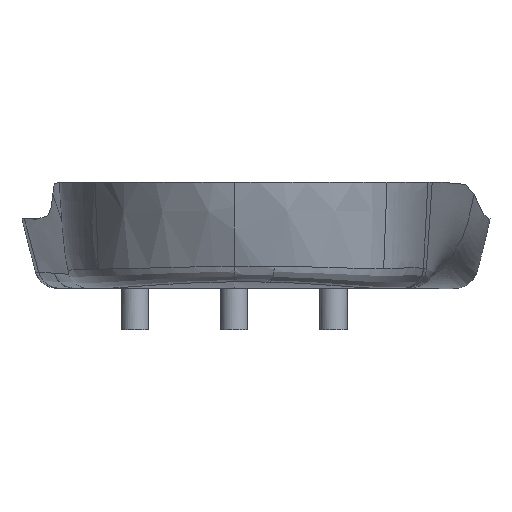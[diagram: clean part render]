
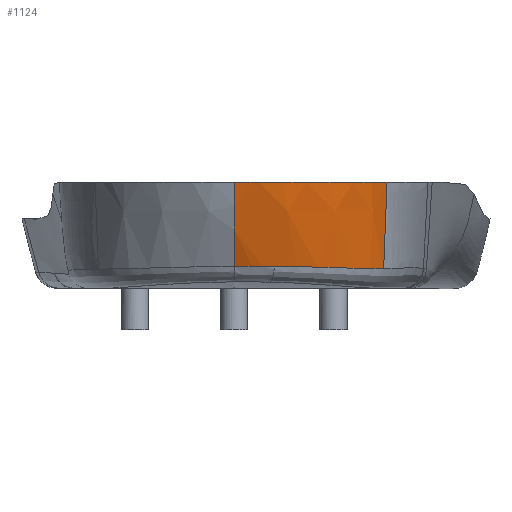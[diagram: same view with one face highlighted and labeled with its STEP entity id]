
A CAD part, front view. The second image highlights one B-rep face of the part: STEP entity #1124.
In plain terms, the highlighted free-form (B-spline) face has degree [3, 3] with [10, 6] control points.
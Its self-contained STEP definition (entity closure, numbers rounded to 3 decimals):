
#41=B_SPLINE_SURFACE_WITH_KNOTS('',3,3,((#6629,#6630,#6631,#6632,#6633,
#6634),(#6635,#6636,#6637,#6638,#6639,#6640),(#6641,#6642,#6643,#6644,#6645,
#6646),(#6647,#6648,#6649,#6650,#6651,#6652),(#6653,#6654,#6655,#6656,#6657,
#6658),(#6659,#6660,#6661,#6662,#6663,#6664),(#6665,#6666,#6667,#6668,#6669,
#6670),(#6671,#6672,#6673,#6674,#6675,#6676),(#6677,#6678,#6679,#6680,#6681,
#6682),(#6683,#6684,#6685,#6686,#6687,#6688)),.UNSPECIFIED.,.F.,.F.,.F.,
(4,1,1,1,1,1,1,4),(4,1,1,4),(40.759,46.91,53.232,
59.554,65.876,72.198,78.52,84.842),
(0.,6.954,13.908,20.862),.UNSPECIFIED.);
#136=FACE_OUTER_BOUND('',#206,.T.);
#206=EDGE_LOOP('',(#888,#889,#890,#891,#892));
#386=B_SPLINE_CURVE_WITH_KNOTS('',3,(#6619,#6620,#6621,#6622,#6623,#6624,
#6625,#6626,#6627,#6628),.UNSPECIFIED.,.F.,.F.,(4,3,3,4),(-20.651,
-13.78,-6.896,0.),.UNSPECIFIED.);
#387=B_SPLINE_CURVE_WITH_KNOTS('',3,(#6690,#6691,#6692,#6693,#6694),
 .UNSPECIFIED.,.F.,.F.,(4,1,4),(40.798,46.91,50.75),
 .UNSPECIFIED.);
#388=B_SPLINE_CURVE_WITH_KNOTS('',3,(#6696,#6697,#6698,#6699,#6700,#6701,
#6702,#6703,#6704),.UNSPECIFIED.,.F.,.F.,(4,1,1,1,1,1,4),(50.75,
53.232,59.554,65.876,72.198,78.52,
84.842),.UNSPECIFIED.);
#389=B_SPLINE_CURVE_WITH_KNOTS('',3,(#6706,#6707,#6708,#6709,#6710,#6711),
 .UNSPECIFIED.,.F.,.F.,(4,1,1,4),(0.,6.954,13.908,
20.862),.UNSPECIFIED.);
#390=B_SPLINE_CURVE_WITH_KNOTS('',3,(#6712,#6713,#6714,#6715,#6716,#6717,
#6718,#6719,#6720,#6721),.UNSPECIFIED.,.F.,.F.,(4,1,1,1,1,1,1,4),(-84.842,
-78.52,-72.198,-65.876,-59.554,
-53.232,-46.91,-40.759),.UNSPECIFIED.);
#513=VERTEX_POINT('',#6587);
#516=VERTEX_POINT('',#6607);
#517=VERTEX_POINT('',#6689);
#518=VERTEX_POINT('',#6695);
#519=VERTEX_POINT('',#6705);
#659=EDGE_CURVE('',#516,#513,#386,.T.);
#660=EDGE_CURVE('',#516,#517,#387,.T.);
#661=EDGE_CURVE('',#517,#518,#388,.T.);
#662=EDGE_CURVE('',#518,#519,#389,.T.);
#663=EDGE_CURVE('',#519,#513,#390,.T.);
#888=ORIENTED_EDGE('',*,*,#659,.F.);
#889=ORIENTED_EDGE('',*,*,#660,.T.);
#890=ORIENTED_EDGE('',*,*,#661,.T.);
#891=ORIENTED_EDGE('',*,*,#662,.T.);
#892=ORIENTED_EDGE('',*,*,#663,.T.);
#1124=ADVANCED_FACE('',(#136),#41,.T.);
#6587=CARTESIAN_POINT('',(-0.003,-138.882,25.386));
#6607=CARTESIAN_POINT('',(-0.003,-132.581,6.341));
#6619=CARTESIAN_POINT('Ctrl Pts',(-0.003,-132.581,
6.341));
#6620=CARTESIAN_POINT('Ctrl Pts',(-0.003,-133.559,
8.337));
#6621=CARTESIAN_POINT('Ctrl Pts',(-0.003,-134.449,10.383));
#6622=CARTESIAN_POINT('Ctrl Pts',(-0.003,-135.244,
12.47));
#6623=CARTESIAN_POINT('Ctrl Pts',(-0.003,-136.04,
14.556));
#6624=CARTESIAN_POINT('Ctrl Pts',(-0.003,-136.74,
16.681));
#6625=CARTESIAN_POINT('Ctrl Pts',(-0.003,-137.347,
18.838));
#6626=CARTESIAN_POINT('Ctrl Pts',(-0.003,-137.954,
20.994));
#6627=CARTESIAN_POINT('Ctrl Pts',(-0.003,-138.466,
23.18));
#6628=CARTESIAN_POINT('Ctrl Pts',(-0.003,-138.882,
25.386));
#6629=CARTESIAN_POINT('Ctrl Pts',(-0.038,-132.579,
6.341));
#6630=CARTESIAN_POINT('Ctrl Pts',(-0.037,-133.558,
8.337));
#6631=CARTESIAN_POINT('Ctrl Pts',(-0.032,-135.338,
12.43));
#6632=CARTESIAN_POINT('Ctrl Pts',(-0.02,-137.441,
18.807));
#6633=CARTESIAN_POINT('Ctrl Pts',(-0.009,-138.466,
23.181));
#6634=CARTESIAN_POINT('Ctrl Pts',(-0.003,-138.882,
25.386));
#6635=CARTESIAN_POINT('Ctrl Pts',(1.839,-132.675,6.353));
#6636=CARTESIAN_POINT('Ctrl Pts',(1.866,-133.651,8.348));
#6637=CARTESIAN_POINT('Ctrl Pts',(1.919,-135.426,12.437));
#6638=CARTESIAN_POINT('Ctrl Pts',(1.997,-137.518,18.811));
#6639=CARTESIAN_POINT('Ctrl Pts',(2.048,-138.534,23.182));
#6640=CARTESIAN_POINT('Ctrl Pts',(2.073,-138.945,25.386));
#6641=CARTESIAN_POINT('Ctrl Pts',(5.678,-132.586,6.367));
#6642=CARTESIAN_POINT('Ctrl Pts',(5.751,-133.535,8.361));
#6643=CARTESIAN_POINT('Ctrl Pts',(5.894,-135.258,12.448));
#6644=CARTESIAN_POINT('Ctrl Pts',(6.094,-137.274,18.817));
#6645=CARTESIAN_POINT('Ctrl Pts',(6.218,-138.241,23.184));
#6646=CARTESIAN_POINT('Ctrl Pts',(6.277,-138.627,25.386));
#6647=CARTESIAN_POINT('Ctrl Pts',(11.345,-131.564,6.335));
#6648=CARTESIAN_POINT('Ctrl Pts',(11.476,-132.426,8.338));
#6649=CARTESIAN_POINT('Ctrl Pts',(11.729,-133.985,12.44));
#6650=CARTESIAN_POINT('Ctrl Pts',(12.076,-135.777,18.818));
#6651=CARTESIAN_POINT('Ctrl Pts',(12.284,-136.61,23.185));
#6652=CARTESIAN_POINT('Ctrl Pts',(12.383,-136.934,25.386));
#6653=CARTESIAN_POINT('Ctrl Pts',(16.839,-129.707,6.237));
#6654=CARTESIAN_POINT('Ctrl Pts',(17.007,-130.454,8.263));
#6655=CARTESIAN_POINT('Ctrl Pts',(17.328,-131.797,12.399));
#6656=CARTESIAN_POINT('Ctrl Pts',(17.759,-133.312,18.808));
#6657=CARTESIAN_POINT('Ctrl Pts',(18.013,-133.99,23.183));
#6658=CARTESIAN_POINT('Ctrl Pts',(18.13,-134.243,25.386));
#6659=CARTESIAN_POINT('Ctrl Pts',(21.971,-127.079,6.096));
#6660=CARTESIAN_POINT('Ctrl Pts',(22.153,-127.688,8.153));
#6661=CARTESIAN_POINT('Ctrl Pts',(22.497,-128.775,12.34));
#6662=CARTESIAN_POINT('Ctrl Pts',(22.946,-129.975,18.792));
#6663=CARTESIAN_POINT('Ctrl Pts',(23.2,-130.487,23.179));
#6664=CARTESIAN_POINT('Ctrl Pts',(23.315,-130.669,25.386));
#6665=CARTESIAN_POINT('Ctrl Pts',(26.61,-123.738,5.948));
#6666=CARTESIAN_POINT('Ctrl Pts',(26.791,-124.198,8.043));
#6667=CARTESIAN_POINT('Ctrl Pts',(27.127,-125.014,12.287));
#6668=CARTESIAN_POINT('Ctrl Pts',(27.549,-125.898,18.784));
#6669=CARTESIAN_POINT('Ctrl Pts',(27.773,-126.258,23.179));
#6670=CARTESIAN_POINT('Ctrl Pts',(27.871,-126.38,25.386));
#6671=CARTESIAN_POINT('Ctrl Pts',(30.67,-119.747,5.833));
#6672=CARTESIAN_POINT('Ctrl Pts',(30.836,-120.059,7.968));
#6673=CARTESIAN_POINT('Ctrl Pts',(31.139,-120.609,12.267));
#6674=CARTESIAN_POINT('Ctrl Pts',(31.493,-121.209,18.797));
#6675=CARTESIAN_POINT('Ctrl Pts',(31.661,-121.452,23.186));
#6676=CARTESIAN_POINT('Ctrl Pts',(31.728,-121.535,25.386));
#6677=CARTESIAN_POINT('Ctrl Pts',(32.886,-116.717,5.802));
#6678=CARTESIAN_POINT('Ctrl Pts',(33.037,-116.926,7.961));
#6679=CARTESIAN_POINT('Ctrl Pts',(33.307,-117.296,12.292));
#6680=CARTESIAN_POINT('Ctrl Pts',(33.602,-117.714,18.827));
#6681=CARTESIAN_POINT('Ctrl Pts',(33.722,-117.896,23.198));
#6682=CARTESIAN_POINT('Ctrl Pts',(33.763,-117.963,25.386));
#6683=CARTESIAN_POINT('Ctrl Pts',(33.863,-115.134,5.809));
#6684=CARTESIAN_POINT('Ctrl Pts',(34.004,-115.291,7.978));
#6685=CARTESIAN_POINT('Ctrl Pts',(34.253,-115.571,12.321));
#6686=CARTESIAN_POINT('Ctrl Pts',(34.51,-115.902,18.852));
#6687=CARTESIAN_POINT('Ctrl Pts',(34.601,-116.057,23.207));
#6688=CARTESIAN_POINT('Ctrl Pts',(34.627,-116.12,25.386));
#6689=CARTESIAN_POINT('',(9.091,-131.929,6.344));
#6690=CARTESIAN_POINT('Ctrl Pts',(-0.003,-132.581,
6.341));
#6691=CARTESIAN_POINT('Ctrl Pts',(1.863,-132.675,6.353));
#6692=CARTESIAN_POINT('Ctrl Pts',(4.926,-132.602,6.364));
#6693=CARTESIAN_POINT('Ctrl Pts',(7.939,-132.154,6.352));
#6694=CARTESIAN_POINT('Ctrl Pts',(9.091,-131.929,6.344));
#6695=CARTESIAN_POINT('',(33.863,-115.134,5.809));
#6696=CARTESIAN_POINT('Ctrl Pts',(9.091,-131.929,6.344));
#6697=CARTESIAN_POINT('Ctrl Pts',(9.835,-131.783,6.339));
#6698=CARTESIAN_POINT('Ctrl Pts',(12.458,-131.188,6.315));
#6699=CARTESIAN_POINT('Ctrl Pts',(16.839,-129.707,6.237));
#6700=CARTESIAN_POINT('Ctrl Pts',(21.971,-127.079,6.096));
#6701=CARTESIAN_POINT('Ctrl Pts',(26.61,-123.738,5.948));
#6702=CARTESIAN_POINT('Ctrl Pts',(30.67,-119.747,5.833));
#6703=CARTESIAN_POINT('Ctrl Pts',(32.886,-116.717,5.802));
#6704=CARTESIAN_POINT('Ctrl Pts',(33.863,-115.134,5.809));
#6705=CARTESIAN_POINT('',(34.627,-116.12,25.386));
#6706=CARTESIAN_POINT('Ctrl Pts',(33.863,-115.134,5.809));
#6707=CARTESIAN_POINT('Ctrl Pts',(34.004,-115.291,7.978));
#6708=CARTESIAN_POINT('Ctrl Pts',(34.253,-115.571,12.321));
#6709=CARTESIAN_POINT('Ctrl Pts',(34.51,-115.902,18.852));
#6710=CARTESIAN_POINT('Ctrl Pts',(34.601,-116.057,23.207));
#6711=CARTESIAN_POINT('Ctrl Pts',(34.627,-116.12,25.386));
#6712=CARTESIAN_POINT('Ctrl Pts',(34.627,-116.12,25.386));
#6713=CARTESIAN_POINT('Ctrl Pts',(33.763,-117.963,25.386));
#6714=CARTESIAN_POINT('Ctrl Pts',(31.728,-121.535,25.386));
#6715=CARTESIAN_POINT('Ctrl Pts',(27.871,-126.38,25.386));
#6716=CARTESIAN_POINT('Ctrl Pts',(23.315,-130.669,25.386));
#6717=CARTESIAN_POINT('Ctrl Pts',(18.13,-134.243,25.386));
#6718=CARTESIAN_POINT('Ctrl Pts',(12.383,-136.934,25.386));
#6719=CARTESIAN_POINT('Ctrl Pts',(6.277,-138.627,25.386));
#6720=CARTESIAN_POINT('Ctrl Pts',(2.073,-138.945,25.386));
#6721=CARTESIAN_POINT('Ctrl Pts',(-0.003,-138.882,
25.386));
